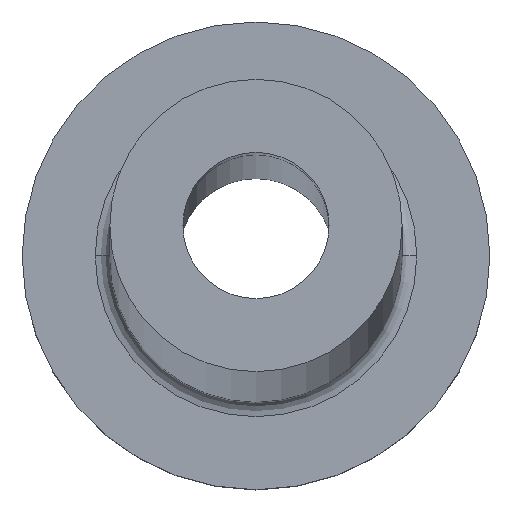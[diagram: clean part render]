
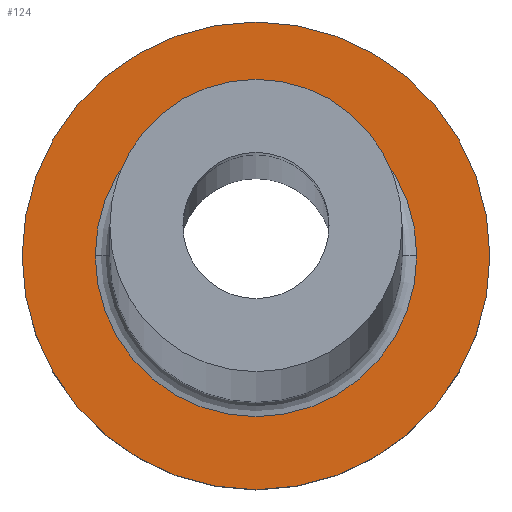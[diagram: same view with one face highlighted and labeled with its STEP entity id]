
A CAD part, top view. The second image highlights one B-rep face of the part: STEP entity #124.
In plain terms, the highlighted planar face has unit normal (0, 0, 1).
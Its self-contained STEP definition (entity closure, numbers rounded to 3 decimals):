
#2 = VERTEX_POINT ( 'NONE', #315 ) ;
#16 = EDGE_LOOP ( 'NONE', ( #346, #277 ) ) ;
#21 = AXIS2_PLACEMENT_3D ( 'NONE', #433, #251, #148 ) ;
#25 = EDGE_CURVE ( 'NONE', #177, #108, #364, .T. ) ;
#26 = FACE_BOUND ( 'NONE', #16, .T. ) ;
#29 = CARTESIAN_POINT ( 'NONE',  ( -5.5, 0., 5. ) ) ;
#31 = AXIS2_PLACEMENT_3D ( 'NONE', #70, #258, #159 ) ;
#70 = CARTESIAN_POINT ( 'NONE',  ( 0., 0., 5. ) ) ;
#77 = DIRECTION ( 'NONE',  ( 1., 0., 0. ) ) ;
#108 = VERTEX_POINT ( 'NONE', #409 ) ;
#124 = ADVANCED_FACE ( 'NONE', ( #26, #163 ), #416, .T. ) ;
#148 = DIRECTION ( 'NONE',  ( 1., 0., 0. ) ) ;
#159 = DIRECTION ( 'NONE',  ( 1., 0., 0. ) ) ;
#160 = DIRECTION ( 'NONE',  ( 1., 0., 0. ) ) ;
#163 = FACE_OUTER_BOUND ( 'NONE', #244, .T. ) ;
#165 = AXIS2_PLACEMENT_3D ( 'NONE', #234, #231, #160 ) ;
#167 = VERTEX_POINT ( 'NONE', #29 ) ;
#177 = VERTEX_POINT ( 'NONE', #199 ) ;
#181 = EDGE_CURVE ( 'NONE', #108, #177, #424, .T. ) ;
#194 = DIRECTION ( 'NONE',  ( 0., 0., 1. ) ) ;
#199 = CARTESIAN_POINT ( 'NONE',  ( -8., 0., 5. ) ) ;
#231 = DIRECTION ( 'NONE',  ( 0., 0., 1. ) ) ;
#234 = CARTESIAN_POINT ( 'NONE',  ( 0., 0., 5. ) ) ;
#244 = EDGE_LOOP ( 'NONE', ( #329, #264 ) ) ;
#251 = DIRECTION ( 'NONE',  ( 0., 0., -1. ) ) ;
#258 = DIRECTION ( 'NONE',  ( 0., 0., 1. ) ) ;
#264 = ORIENTED_EDGE ( 'NONE', *, *, #181, .T. ) ;
#277 = ORIENTED_EDGE ( 'NONE', *, *, #294, .T. ) ;
#294 = EDGE_CURVE ( 'NONE', #167, #2, #335, .T. ) ;
#296 = CIRCLE ( 'NONE', #405, 5.5 ) ;
#315 = CARTESIAN_POINT ( 'NONE',  ( 5.5, 0., 5. ) ) ;
#325 = DIRECTION ( 'NONE',  ( 0., 0., -1. ) ) ;
#329 = ORIENTED_EDGE ( 'NONE', *, *, #25, .T. ) ;
#335 = CIRCLE ( 'NONE', #21, 5.5 ) ;
#346 = ORIENTED_EDGE ( 'NONE', *, *, #370, .T. ) ;
#364 = CIRCLE ( 'NONE', #31, 8. ) ;
#366 = AXIS2_PLACEMENT_3D ( 'NONE', #421, #194, #444 ) ;
#370 = EDGE_CURVE ( 'NONE', #2, #167, #296, .T. ) ;
#405 = AXIS2_PLACEMENT_3D ( 'NONE', #453, #325, #77 ) ;
#409 = CARTESIAN_POINT ( 'NONE',  ( 8., 0., 5. ) ) ;
#416 = PLANE ( 'NONE',  #366 ) ;
#421 = CARTESIAN_POINT ( 'NONE',  ( 0., 0., 5. ) ) ;
#424 = CIRCLE ( 'NONE', #165, 8. ) ;
#433 = CARTESIAN_POINT ( 'NONE',  ( 0., 0., 5. ) ) ;
#444 = DIRECTION ( 'NONE',  ( 1., 0., 0. ) ) ;
#453 = CARTESIAN_POINT ( 'NONE',  ( 0., 0., 5. ) ) ;
